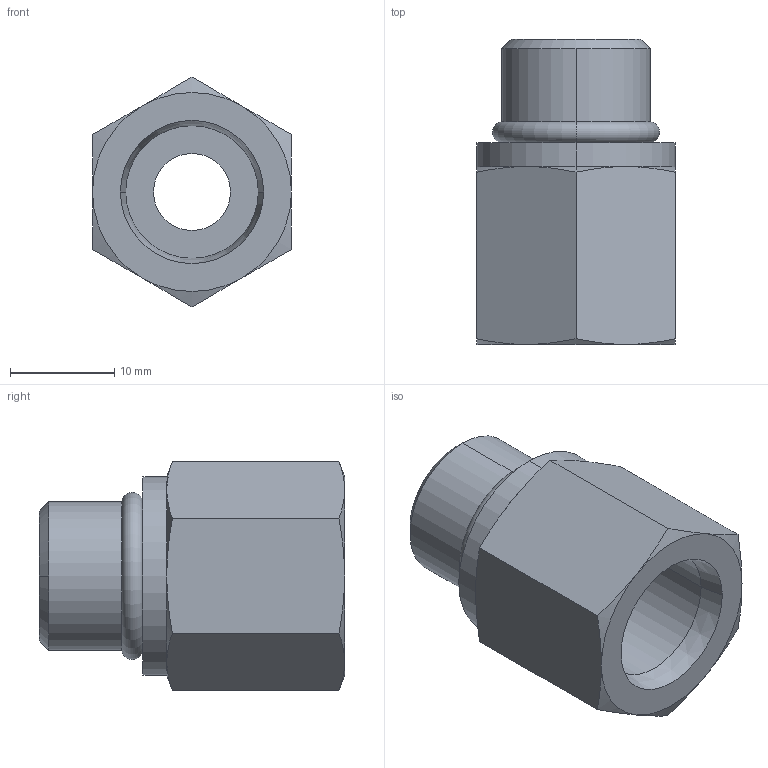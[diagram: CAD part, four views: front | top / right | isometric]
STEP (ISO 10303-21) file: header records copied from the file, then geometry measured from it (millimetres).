
FILE_DESCRIPTION((''),'2;1');
FILE_NAME('ILC30801464','2005-08-25T',('KR'),(''),'PRO/ENGINEER BY PARAMETRIC TECHNOLOGY CORPORATION, 2004290','PRO/ENGINEER BY PARAMETRIC TECHNOLOGY CORPORATION, 2004290','');
FILE_SCHEMA(('AUTOMOTIVE_DESIGN_CC2 { 1 2 10303 214 -1 1 5 2 }'));
Length unit declared in the file: inch
Products named in the file (1): ILC30801464
Bounding box: 19.05 x 29.21 x 22 mm (x, y, z)
Volume: 4933.6 mm3; surface area: 3194.7 mm2
Topology: 1 solids, 1 shells, 39 faces, 85 edges, 50 vertices
Faces by surface type: cone 17, plane 10, cylinder 10, torus 2
Entity records: 1564 total; most frequent: CARTESIAN_POINT 312, DIRECTION 179, ORIENTED_EDGE 170, COLOUR_RGB 107, PRESENTATION_STYLE_ASSIGNMENT 88, STYLED_ITEM 86, CURVE_STYLE 85, EDGE_CURVE 85
